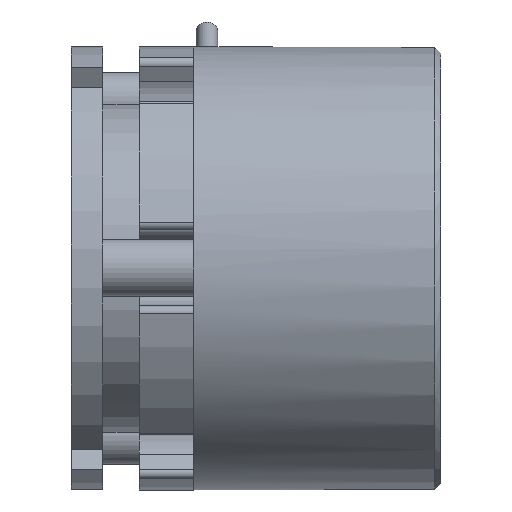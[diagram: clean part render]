
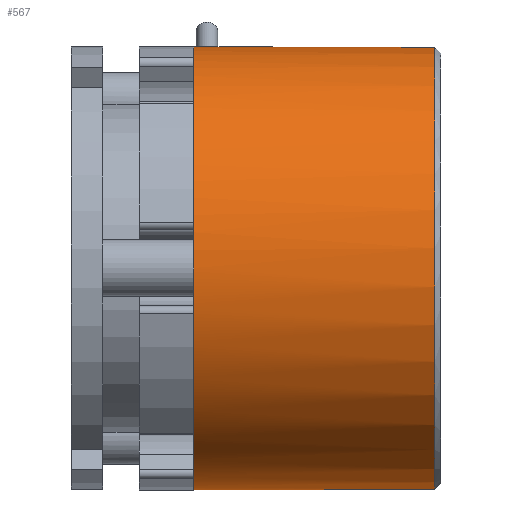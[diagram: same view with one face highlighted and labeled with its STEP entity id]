
A CAD part, top view. The second image highlights one B-rep face of the part: STEP entity #567.
In plain terms, the highlighted cylindrical face has radius 17.5 mm (diameter 35 mm), a partial arc.
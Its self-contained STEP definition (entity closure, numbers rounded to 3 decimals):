
#75=CARTESIAN_POINT('',(0.324,9.933,-14.408));
#76=VERTEX_POINT('',#75);
#100=CARTESIAN_POINT('',(1.721,9.933,-14.408));
#101=VERTEX_POINT('',#100);
#102=CARTESIAN_POINT('',(1.721,9.933,-14.408));
#103=CARTESIAN_POINT('',(1.691,9.968,-14.384));
#104=CARTESIAN_POINT('',(1.658,10.,-14.361));
#105=CARTESIAN_POINT('',(1.548,10.091,-14.298));
#106=CARTESIAN_POINT('',(1.452,10.144,-14.26));
#107=CARTESIAN_POINT('',(1.243,10.215,-14.209));
#108=CARTESIAN_POINT('',(1.129,10.233,-14.197));
#109=CARTESIAN_POINT('',(1.023,10.233,-14.197));
#110=CARTESIAN_POINT('',(0.916,10.233,-14.197));
#111=CARTESIAN_POINT('',(0.802,10.215,-14.209));
#112=CARTESIAN_POINT('',(0.593,10.144,-14.26));
#113=CARTESIAN_POINT('',(0.497,10.091,-14.298));
#114=CARTESIAN_POINT('',(0.387,10.,-14.361));
#115=CARTESIAN_POINT('',(0.354,9.968,-14.384));
#116=CARTESIAN_POINT('',(0.324,9.933,-14.408));
#117=B_SPLINE_CURVE_WITH_KNOTS('',3,(#102,#103,#104,#105,#106,#107,#108,#109,#110,#111,#112,#113,#114,#115,#116),.UNSPECIFIED.,.F.,.U.,(4,2,2,3,2,2,4),(0.434,0.449,0.481,0.513,0.545,0.577,0.592),.UNSPECIFIED.);
#118=EDGE_CURVE('',#101,#76,#117,.T.);
#170=CARTESIAN_POINT('',(0.432,7.511,-15.806));
#171=VERTEX_POINT('',#170);
#202=CARTESIAN_POINT('',(1.613,7.511,-15.806));
#203=VERTEX_POINT('',#202);
#225=CARTESIAN_POINT('',(0.432,7.511,-15.806));
#226=CARTESIAN_POINT('',(0.506,7.447,-15.837));
#227=CARTESIAN_POINT('',(0.597,7.391,-15.863));
#228=CARTESIAN_POINT('',(0.802,7.314,-15.898));
#229=CARTESIAN_POINT('',(0.916,7.294,-15.907));
#230=CARTESIAN_POINT('',(1.129,7.294,-15.907));
#231=CARTESIAN_POINT('',(1.243,7.314,-15.898));
#232=CARTESIAN_POINT('',(1.448,7.391,-15.863));
#233=CARTESIAN_POINT('',(1.539,7.447,-15.837));
#234=CARTESIAN_POINT('',(1.613,7.511,-15.806));
#235=B_SPLINE_CURVE_WITH_KNOTS('',3,(#225,#226,#227,#228,#229,#230,#231,#232,#233,#234),.UNSPECIFIED.,.F.,.U.,(4,2,2,2,4),(0.194,0.224,0.256,0.288,0.319),.UNSPECIFIED.);
#236=EDGE_CURVE('',#171,#203,#235,.T.);
#265=CARTESIAN_POINT('',(19.0,9.933,-14.408));
#266=VERTEX_POINT('',#265);
#267=CARTESIAN_POINT('',(19.0,9.933,-14.408));
#268=DIRECTION('',(-1.0,0.0,0.0));
#269=VECTOR('',#268,17.279);
#270=LINE('',#267,#269);
#271=EDGE_CURVE('',#266,#101,#270,.T.);
#294=CARTESIAN_POINT('',(19.0,7.511,-15.806));
#295=VERTEX_POINT('',#294);
#305=CARTESIAN_POINT('',(1.613,7.511,-15.806));
#306=DIRECTION('',(1.0,0.0,0.0));
#307=VECTOR('',#306,17.387);
#308=LINE('',#305,#307);
#309=EDGE_CURVE('',#203,#295,#308,.T.);
#322=CARTESIAN_POINT('',(0.0,7.511,-15.806));
#323=VERTEX_POINT('',#322);
#324=CARTESIAN_POINT('',(0.0,7.511,-15.806));
#325=DIRECTION('',(1.0,0.0,0.0));
#326=VECTOR('',#325,0.432);
#327=LINE('',#324,#326);
#328=EDGE_CURVE('',#323,#171,#327,.T.);
#330=CARTESIAN_POINT('',(0.0,9.933,-14.408));
#331=VERTEX_POINT('',#330);
#339=CARTESIAN_POINT('',(0.324,9.933,-14.408));
#340=DIRECTION('',(-1.0,0.0,0.0));
#341=VECTOR('',#340,0.324);
#342=LINE('',#339,#341);
#343=EDGE_CURVE('',#76,#331,#342,.T.);
#364=CARTESIAN_POINT('',(0.0,15.155,-8.75));
#365=VERTEX_POINT('',#364);
#401=CARTESIAN_POINT('',(0.0,-15.155,-8.75));
#402=VERTEX_POINT('',#401);
#428=CARTESIAN_POINT('',(0.0,0.0,0.0));
#429=DIRECTION('',(-1.0,0.0,0.0));
#430=DIRECTION('',(0.0,-1.0,0.0));
#431=AXIS2_PLACEMENT_3D('',#428,#429,#430);
#432=CIRCLE('',#431,17.5);
#433=EDGE_CURVE('',#323,#402,#432,.T.);
#436=CARTESIAN_POINT('',(0.0,0.,17.5));
#437=VERTEX_POINT('',#436);
#438=CARTESIAN_POINT('',(0.0,0.0,0.0));
#439=DIRECTION('',(-1.0,0.0,0.0));
#440=DIRECTION('',(0.0,-1.0,0.0));
#441=AXIS2_PLACEMENT_3D('',#438,#439,#440);
#442=CIRCLE('',#441,17.5);
#443=EDGE_CURVE('',#402,#437,#442,.T.);
#452=CARTESIAN_POINT('',(0.0,0.0,0.0));
#453=DIRECTION('',(-1.0,0.0,0.0));
#454=DIRECTION('',(0.0,-1.0,0.0));
#455=AXIS2_PLACEMENT_3D('',#452,#453,#454);
#456=CIRCLE('',#455,17.5);
#457=EDGE_CURVE('',#437,#365,#456,.T.);
#460=CARTESIAN_POINT('',(0.0,0.0,0.0));
#461=DIRECTION('',(-1.0,0.0,0.0));
#462=DIRECTION('',(0.0,-1.0,0.0));
#463=AXIS2_PLACEMENT_3D('',#460,#461,#462);
#464=CIRCLE('',#463,17.5);
#465=EDGE_CURVE('',#365,#331,#464,.T.);
#543=CARTESIAN_POINT('',(0.0,0.0,0.0));
#544=DIRECTION('',(1.0,0.0,0.0));
#545=DIRECTION('',(0.0,-1.0,0.0));
#546=AXIS2_PLACEMENT_3D('',#543,#544,#545);
#547=CYLINDRICAL_SURFACE('',#546,17.5);
#548=ORIENTED_EDGE('',*,*,#118,.T.);
#549=ORIENTED_EDGE('',*,*,#343,.T.);
#550=ORIENTED_EDGE('',*,*,#465,.F.);
#551=ORIENTED_EDGE('',*,*,#457,.F.);
#552=ORIENTED_EDGE('',*,*,#443,.F.);
#553=ORIENTED_EDGE('',*,*,#433,.F.);
#554=ORIENTED_EDGE('',*,*,#328,.T.);
#555=ORIENTED_EDGE('',*,*,#236,.T.);
#556=ORIENTED_EDGE('',*,*,#309,.T.);
#557=CARTESIAN_POINT('',(19.0,0.0,0.0));
#558=DIRECTION('',(1.0,0.0,0.0));
#559=DIRECTION('',(0.0,-1.0,0.0));
#560=AXIS2_PLACEMENT_3D('',#557,#558,#559);
#561=CIRCLE('',#560,17.5);
#562=EDGE_CURVE('',#266,#295,#561,.T.);
#563=ORIENTED_EDGE('',*,*,#562,.F.);
#564=ORIENTED_EDGE('',*,*,#271,.T.);
#565=EDGE_LOOP('',(#548,#549,#550,#551,#552,#553,#554,#555,#556,#563,#564));
#566=FACE_OUTER_BOUND('',#565,.T.);
#567=ADVANCED_FACE('',(#566),#547,.T.);
